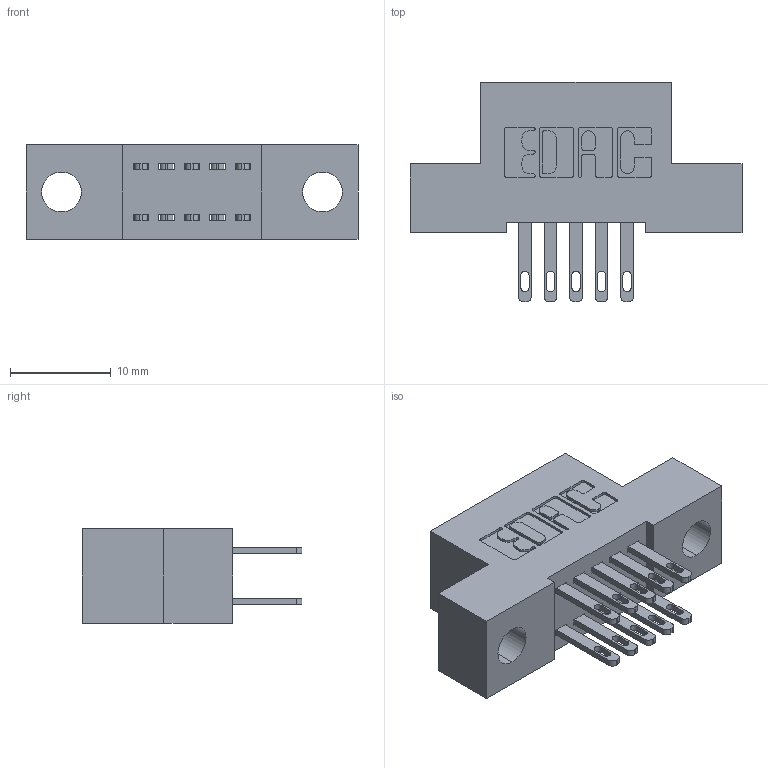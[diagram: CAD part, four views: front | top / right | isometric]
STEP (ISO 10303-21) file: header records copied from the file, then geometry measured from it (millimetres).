
FILE_DESCRIPTION (( 'STEP AP203' ), '1' );
FILE_NAME ('892-010-500-204.STEP', '2020-09-21T12:51:09', ( '' ), ( '' ), 'SwSTEP 2.0', 'SolidWorks 2020', '' );
FILE_SCHEMA (( 'CONFIG_CONTROL_DESIGN' ));
Length unit declared in the file: inch
Products named in the file (3): 842 Part_.156 TH; 892-010-500-204; 345-292-001_345-293-100
Assembly tree (11 placements, depth 2):
  892-010-500-204
    842 Part_.156 TH
    345-292-001_345-293-100  x10
Bounding box: 33.02 x 21.85 x 9.4 mm (x, y, z)
Volume: 2735.2 mm3; surface area: 3460.5 mm2
Topology: 11 solids, 11 shells, 590 faces, 1769 edges, 1178 vertices
Faces by surface type: plane 366, cylinder 224
Entity records: 7803 total; most frequent: CARTESIAN_POINT 1334, ORIENTED_EDGE 1270, DIRECTION 1207, EDGE_CURVE 635, LINE 503, VECTOR 503, VERTEX_POINT 422, AXIS2_PLACEMENT_3D 352
